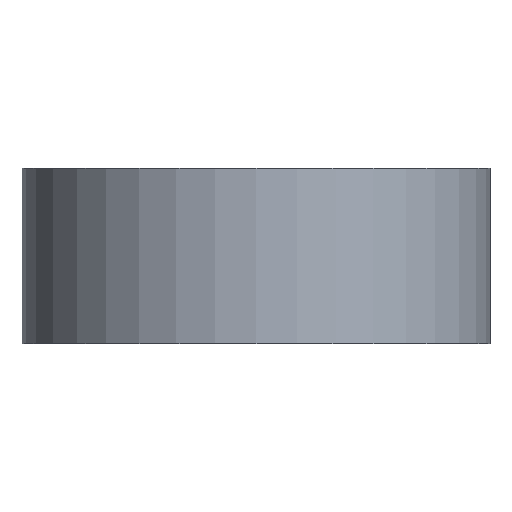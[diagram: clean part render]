
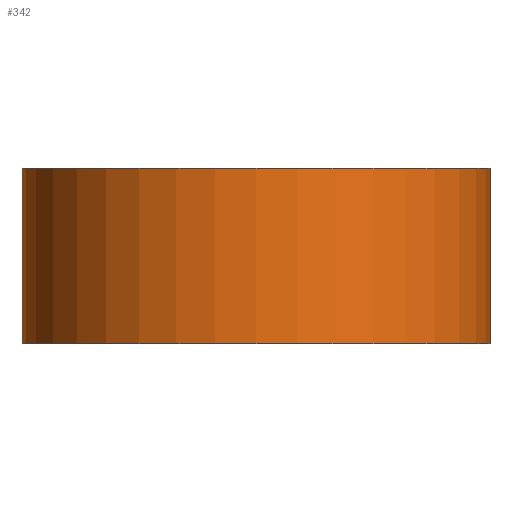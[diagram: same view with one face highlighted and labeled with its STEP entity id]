
A CAD part, front view. The second image highlights one B-rep face of the part: STEP entity #342.
In plain terms, the highlighted cylindrical face has radius 40 mm (diameter 80 mm), a full revolution.
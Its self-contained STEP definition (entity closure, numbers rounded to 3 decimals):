
#57=FACE_OUTER_BOUND('',#82,.T.);
#82=EDGE_LOOP('',(#295,#296,#297,#298));
#113=LINE('',#604,#131);
#131=VECTOR('',#507,40.);
#154=CIRCLE('',#400,40.);
#155=CIRCLE('',#401,40.);
#184=VERTEX_POINT('',#601);
#185=VERTEX_POINT('',#603);
#225=EDGE_CURVE('',#184,#184,#154,.T.);
#226=EDGE_CURVE('',#184,#185,#113,.T.);
#227=EDGE_CURVE('',#185,#185,#155,.T.);
#295=ORIENTED_EDGE('',*,*,#225,.F.);
#296=ORIENTED_EDGE('',*,*,#226,.T.);
#297=ORIENTED_EDGE('',*,*,#227,.T.);
#298=ORIENTED_EDGE('',*,*,#226,.F.);
#323=CYLINDRICAL_SURFACE('',#399,40.);
#342=ADVANCED_FACE('',(#57),#323,.T.);
#399=AXIS2_PLACEMENT_3D('',#600,#503,#504);
#400=AXIS2_PLACEMENT_3D('',#602,#505,#506);
#401=AXIS2_PLACEMENT_3D('',#605,#508,#509);
#503=DIRECTION('center_axis',(0.,0.,1.));
#504=DIRECTION('ref_axis',(1.,0.,0.));
#505=DIRECTION('center_axis',(0.,0.,1.));
#506=DIRECTION('ref_axis',(1.,0.,0.));
#507=DIRECTION('',(0.,0.,-1.));
#508=DIRECTION('center_axis',(0.,0.,1.));
#509=DIRECTION('ref_axis',(1.,0.,0.));
#600=CARTESIAN_POINT('Origin',(0.,0.,0.));
#601=CARTESIAN_POINT('',(-40.,0.,30.));
#602=CARTESIAN_POINT('Origin',(0.,0.,30.));
#603=CARTESIAN_POINT('',(-40.,0.,0.));
#604=CARTESIAN_POINT('',(-40.,0.,0.));
#605=CARTESIAN_POINT('Origin',(0.,0.,0.));
